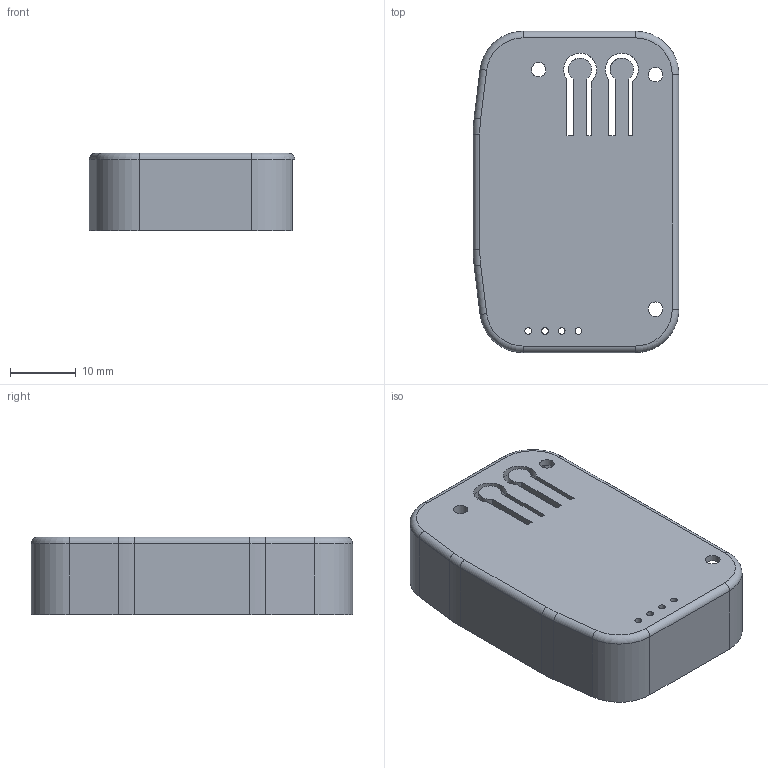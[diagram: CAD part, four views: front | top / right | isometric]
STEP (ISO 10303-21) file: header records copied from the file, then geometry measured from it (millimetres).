
FILE_DESCRIPTION(/* description */ (''),/* implementation_level */ '2;1');
FILE_NAME(/* name */ 'top.step',/* time_stamp */ '2022-02-15T15:58:03+00:00',/* author */ (''),/* organization */ (''),/* preprocessor_version */ 'ST-DEVELOPER v18.1',/* originating_system */ 'Autodesk Translation Framework v10.13.0.1454',/* authorisation */ '');
FILE_SCHEMA (('AUTOMOTIVE_DESIGN { 1 0 10303 214 3 1 1 }'));
Length unit declared in the file: millimetre
Products named in the file (1): Enclosure II
Bounding box: 31.18 x 48.72 x 11.8 mm (x, y, z)
Volume: 3094.1 mm3; surface area: 5489.5 mm2
Topology: 1 solids, 1 shells, 105 faces, 290 edges, 188 vertices
Faces by surface type: plane 62, cylinder 34, torus 9
Full cylindrical faces by diameter (mm): 1 x4, 2.2 x3, 2.5 x2, 4 x1
Entity records: 3441 total; most frequent: CARTESIAN_POINT 604, DIRECTION 585, ORIENTED_EDGE 580, EDGE_CURVE 290, LINE 199, VECTOR 199, AXIS2_PLACEMENT_3D 193, VERTEX_POINT 188
